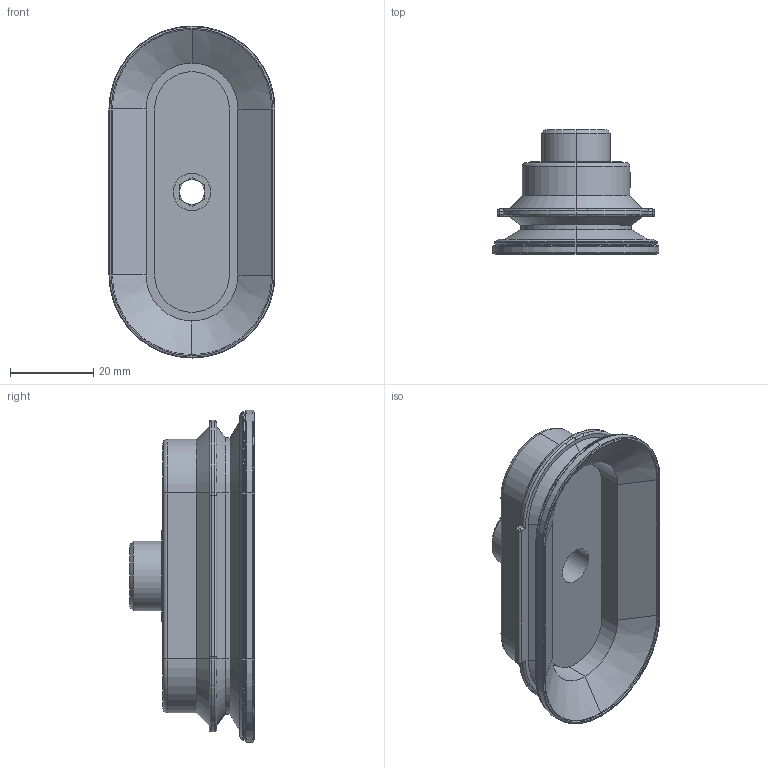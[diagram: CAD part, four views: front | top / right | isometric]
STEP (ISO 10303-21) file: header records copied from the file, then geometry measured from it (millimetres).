
FILE_DESCRIPTION(('STEP AP214'),'1');
FILE_NAME('COVAL_COBC4080M38G.stp','2017-12-27T16:16:06',('TraceParts'),('TraceParts S.A.'),'Spatial InterOp 3D',' ',' ');
FILE_SCHEMA(('automotive_design'));
Length unit declared in the file: millimetre
Products named in the file (1): COVAL_COBC4080M38G
Bounding box: 40 x 30 x 80 mm (x, y, z)
Volume: 26561.7 mm3; surface area: 13331.4 mm2
Topology: 1 solids, 1 shells, 257 faces, 573 edges, 324 vertices
Faces by surface type: plane 90, cylinder 68, cone 38, torus 36, bspline 17, sphere 8
Entity records: 10913 total; most frequent: CARTESIAN_POINT 3210, DIRECTION 1219, ORIENTED_EDGE 1130, EDGE_CURVE 565, AXIS2_PLACEMENT_3D 455, VERTEX_POINT 324, LINE 309, VECTOR 309
